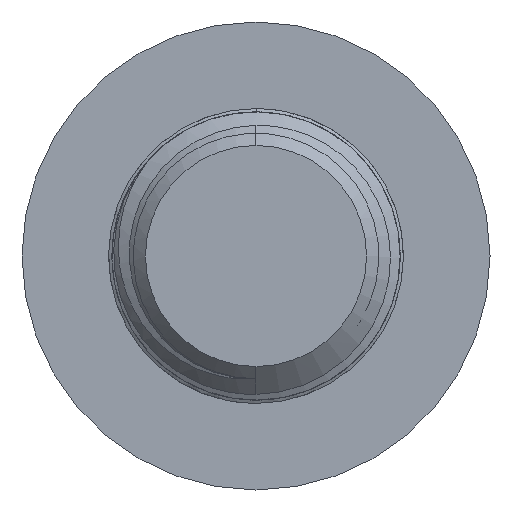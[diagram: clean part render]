
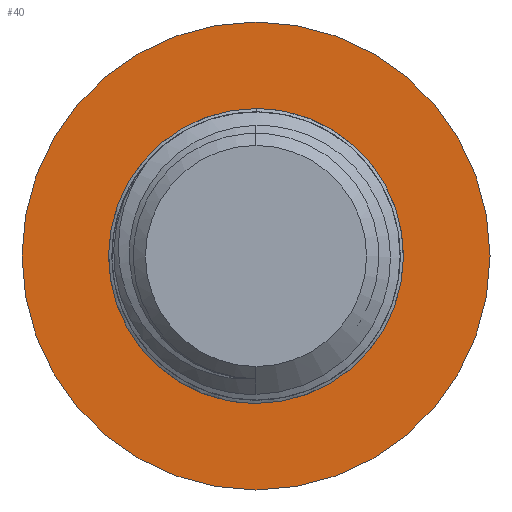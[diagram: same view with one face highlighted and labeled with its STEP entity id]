
A CAD part, left-side view. The second image highlights one B-rep face of the part: STEP entity #40.
In plain terms, the highlighted planar face has unit normal (-1, 0, 0).
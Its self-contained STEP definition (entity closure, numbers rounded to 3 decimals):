
#40 = ADVANCED_FACE ( 'NONE', ( #1085, #1742 ), #2715, .F. ) ;
#226 = CIRCLE ( 'NONE', #1259, 9.525 ) ;
#279 = CARTESIAN_POINT ( 'NONE',  ( 202., 0., 0. ) ) ;
#315 = VERTEX_POINT ( 'NONE', #1114 ) ;
#333 = EDGE_CURVE ( 'NONE', #364, #2000, #226, .T. ) ;
#364 = VERTEX_POINT ( 'NONE', #2547 ) ;
#531 = CARTESIAN_POINT ( 'NONE',  ( 202., 0., -9.525 ) ) ;
#566 = DIRECTION ( 'NONE',  ( 1., 0., 0. ) ) ;
#712 = ORIENTED_EDGE ( 'NONE', *, *, #333, .F. ) ;
#734 = CIRCLE ( 'NONE', #2736, 9.525 ) ;
#755 = DIRECTION ( 'NONE',  ( 0., 0., -1. ) ) ;
#809 = DIRECTION ( 'NONE',  ( 1., 0., 0. ) ) ;
#822 = VERTEX_POINT ( 'NONE', #2888 ) ;
#877 = DIRECTION ( 'NONE',  ( 0., 0., -1. ) ) ;
#885 = EDGE_CURVE ( 'NONE', #822, #315, #1709, .T. ) ;
#952 = DIRECTION ( 'NONE',  ( 1., 0., 0. ) ) ;
#1085 = FACE_BOUND ( 'NONE', #2848, .T. ) ;
#1114 = CARTESIAN_POINT ( 'NONE',  ( 202., 0., 6. ) ) ;
#1145 = CARTESIAN_POINT ( 'NONE',  ( 202., 0., 0. ) ) ;
#1259 = AXIS2_PLACEMENT_3D ( 'NONE', #1145, #1842, #1402 ) ;
#1402 = DIRECTION ( 'NONE',  ( 0., 0., -1. ) ) ;
#1426 = EDGE_CURVE ( 'NONE', #315, #822, #1922, .T. ) ;
#1525 = CARTESIAN_POINT ( 'NONE',  ( 202., 0., 0. ) ) ;
#1709 = CIRCLE ( 'NONE', #2490, 6. ) ;
#1742 = FACE_OUTER_BOUND ( 'NONE', #2150, .T. ) ;
#1798 = DIRECTION ( 'NONE',  ( 0., 0., -1. ) ) ;
#1842 = DIRECTION ( 'NONE',  ( 1., 0., 0. ) ) ;
#1922 = CIRCLE ( 'NONE', #2557, 6. ) ;
#2000 = VERTEX_POINT ( 'NONE', #531 ) ;
#2016 = DIRECTION ( 'NONE',  ( 1., 0., 0. ) ) ;
#2121 = CARTESIAN_POINT ( 'NONE',  ( 202., 0., 0. ) ) ;
#2134 = ORIENTED_EDGE ( 'NONE', *, *, #2520, .F. ) ;
#2150 = EDGE_LOOP ( 'NONE', ( #712, #2134 ) ) ;
#2160 = DIRECTION ( 'NONE',  ( 0., 0., -1. ) ) ;
#2238 = ORIENTED_EDGE ( 'NONE', *, *, #885, .T. ) ;
#2285 = ORIENTED_EDGE ( 'NONE', *, *, #1426, .T. ) ;
#2490 = AXIS2_PLACEMENT_3D ( 'NONE', #2729, #809, #877 ) ;
#2520 = EDGE_CURVE ( 'NONE', #2000, #364, #734, .T. ) ;
#2527 = AXIS2_PLACEMENT_3D ( 'NONE', #1525, #2016, #1798 ) ;
#2547 = CARTESIAN_POINT ( 'NONE',  ( 202., 0., 9.525 ) ) ;
#2557 = AXIS2_PLACEMENT_3D ( 'NONE', #279, #566, #2160 ) ;
#2715 = PLANE ( 'NONE',  #2527 ) ;
#2729 = CARTESIAN_POINT ( 'NONE',  ( 202., 0., 0. ) ) ;
#2736 = AXIS2_PLACEMENT_3D ( 'NONE', #2121, #952, #755 ) ;
#2848 = EDGE_LOOP ( 'NONE', ( #2285, #2238 ) ) ;
#2888 = CARTESIAN_POINT ( 'NONE',  ( 202., 0., -6. ) ) ;
